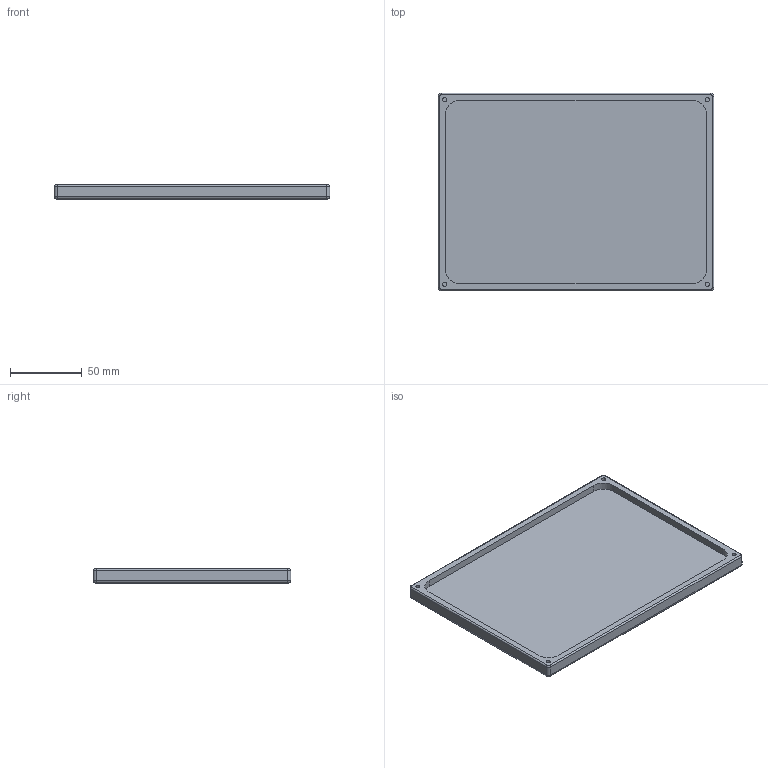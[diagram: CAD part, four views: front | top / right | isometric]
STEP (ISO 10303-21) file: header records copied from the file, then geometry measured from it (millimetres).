
FILE_DESCRIPTION(/* description */ (''),/* implementation_level */ '2;1');
FILE_NAME(/* name */ 'arm_holder_weight_holder.step',/* time_stamp */ '2026-02-26T00:31:48+09:00',/* author */ (''),/* organization */ (''),/* preprocessor_version */ 'ST-DEVELOPER v20.1',/* originating_system */ 'Autodesk Translation Framework v14.24.0.0',/* authorisation */ '');
FILE_SCHEMA (('AUTOMOTIVE_DESIGN { 1 0 10303 214 3 1 1 }'));
Length unit declared in the file: millimetre
Products named in the file (1): arm_holder_weight_holder
Bounding box: 192.5 x 138 x 10 mm (x, y, z)
Volume: 148434.1 mm3; surface area: 62016.3 mm2
Topology: 1 solids, 1 shells, 43 faces, 88 edges, 52 vertices
Faces by surface type: cylinder 20, plane 15, bspline 4, sphere 4
Full cylindrical faces by diameter (mm): 2.93 x4
Entity records: 1175 total; most frequent: CARTESIAN_POINT 216, DIRECTION 212, ORIENTED_EDGE 176, EDGE_CURVE 88, AXIS2_PLACEMENT_3D 84, VERTEX_POINT 52, EDGE_LOOP 48, LINE 44
